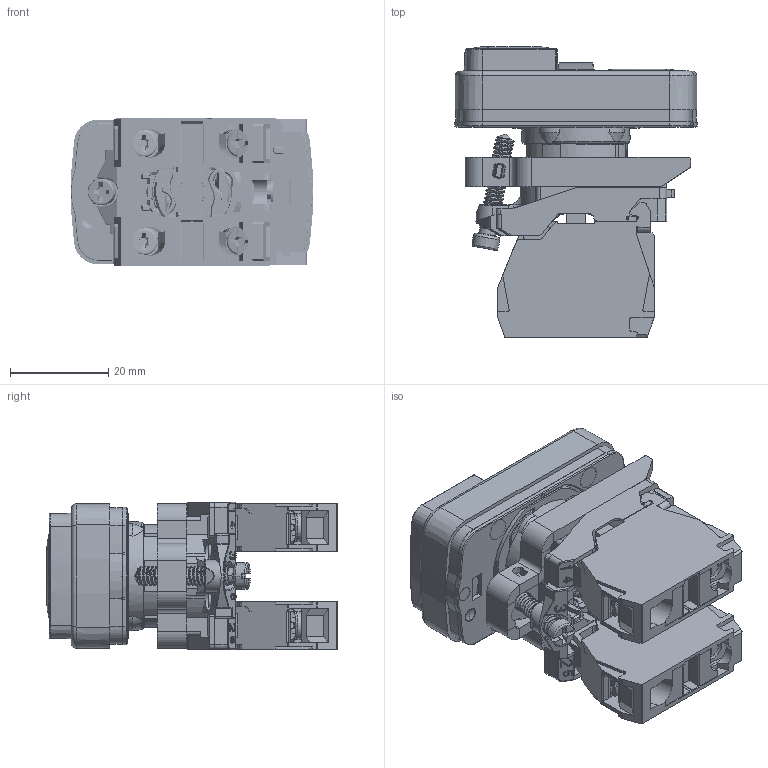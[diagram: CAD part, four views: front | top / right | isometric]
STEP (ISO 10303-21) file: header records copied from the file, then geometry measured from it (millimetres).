
FILE_DESCRIPTION((''),'2;1');
FILE_NAME('XB4BL8425_ASM','2023-07-01T',('Administrator'),('zyb.com'),'PRO/ENGINEER BY PARAMETRIC TECHNOLOGY CORPORATION, 2010280','PRO/ENGINEER BY PARAMETRIC TECHNOLOGY CORPORATION, 2010280','');
FILE_SCHEMA(('AUTOMOTIVE_DESIGN { 1 0 10303 214 1 1 1 1 }'));
Products named in the file (5): ZB4BE009; ZBE101; ZBE102; ZB4BL842C; XB4BL8425_ASM
Assembly tree (4 placements, depth 2):
  XB4BL8425_ASM
    ZB4BE009
    ZBE101
    ZBE102
    ZB4BL842C
Bounding box: 49.4 x 59.3 x 30 mm (x, y, z)
Volume: 36394 mm3; surface area: 29476.1 mm2
Topology: 25 solids, 45 shells, 6209 faces, 16838 edges, 10825 vertices
Faces by surface type: plane 3646, cylinder 1609, bspline 322, torus 261, cone 255, sphere 78, extrusion 22, revolution 16
Entity records: 259529 total; most frequent: CARTESIAN_POINT 60836, ORIENTED_EDGE 33648, DIRECTION 30548, EDGE_CURVE 16824, VECTOR 11174, LINE 11152, VERTEX_POINT 10825, AXIS2_PLACEMENT_3D 9679
